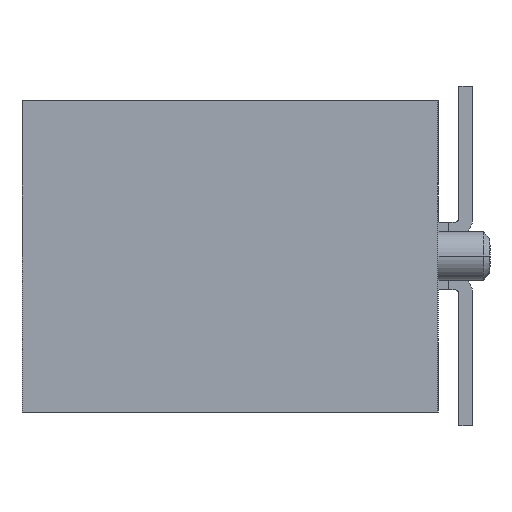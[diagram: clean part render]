
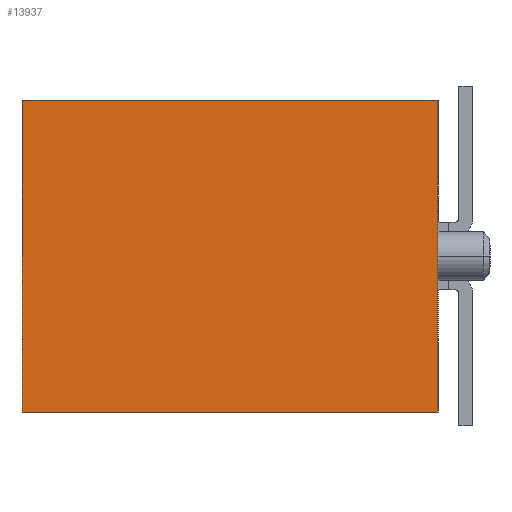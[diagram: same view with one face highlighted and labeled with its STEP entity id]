
A CAD part, left-side view. The second image highlights one B-rep face of the part: STEP entity #13937.
In plain terms, the highlighted planar face has unit normal (-1, 0, 0).
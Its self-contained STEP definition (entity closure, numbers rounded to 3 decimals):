
#41=DIRECTION('',(0.,0.,1.));
#42=VECTOR('',#41,9.);
#43=CARTESIAN_POINT('',(-25.45,0.,-4.5));
#44=LINE('',#43,#42);
#1257=DIRECTION('',(0.,1.,0.));
#1258=VECTOR('',#1257,12.);
#1259=CARTESIAN_POINT('',(-25.45,0.,4.5));
#1260=LINE('',#1259,#1258);
#1269=DIRECTION('',(0.,1.,0.));
#1270=VECTOR('',#1269,12.);
#1271=CARTESIAN_POINT('',(-25.45,0.,-4.5));
#1272=LINE('',#1271,#1270);
#1349=DIRECTION('',(0.,0.,1.));
#1350=VECTOR('',#1349,9.);
#1351=CARTESIAN_POINT('',(-25.45,12.,-4.5));
#1352=LINE('',#1351,#1350);
#9965=CARTESIAN_POINT('',(-25.45,0.,-4.5));
#9966=CARTESIAN_POINT('',(-25.45,0.,4.5));
#9967=VERTEX_POINT('',#9965);
#9968=VERTEX_POINT('',#9966);
#9973=CARTESIAN_POINT('',(-25.45,12.,-4.5));
#9974=CARTESIAN_POINT('',(-25.45,12.,4.5));
#9975=VERTEX_POINT('',#9973);
#9976=VERTEX_POINT('',#9974);
#13924=CARTESIAN_POINT('',(-25.45,0.,-4.5));
#13925=DIRECTION('',(-1.,0.,0.));
#13926=DIRECTION('',(0.,0.,1.));
#13927=AXIS2_PLACEMENT_3D('',#13924,#13925,#13926);
#13928=PLANE('',#13927);
#13929=ORIENTED_EDGE('',*,*,#13198,.F.);
#13931=ORIENTED_EDGE('',*,*,#13930,.T.);
#13933=ORIENTED_EDGE('',*,*,#13932,.T.);
#13934=ORIENTED_EDGE('',*,*,#13910,.F.);
#13935=EDGE_LOOP('',(#13929,#13931,#13933,#13934));
#13936=FACE_OUTER_BOUND('',#13935,.F.);
#13198=EDGE_CURVE('',#9967,#9968,#44,.T.);
#13910=EDGE_CURVE('',#9968,#9976,#1260,.T.);
#13930=EDGE_CURVE('',#9967,#9975,#1272,.T.);
#13932=EDGE_CURVE('',#9975,#9976,#1352,.T.);
#13937=ADVANCED_FACE('',(#13936),#13928,.T.);
